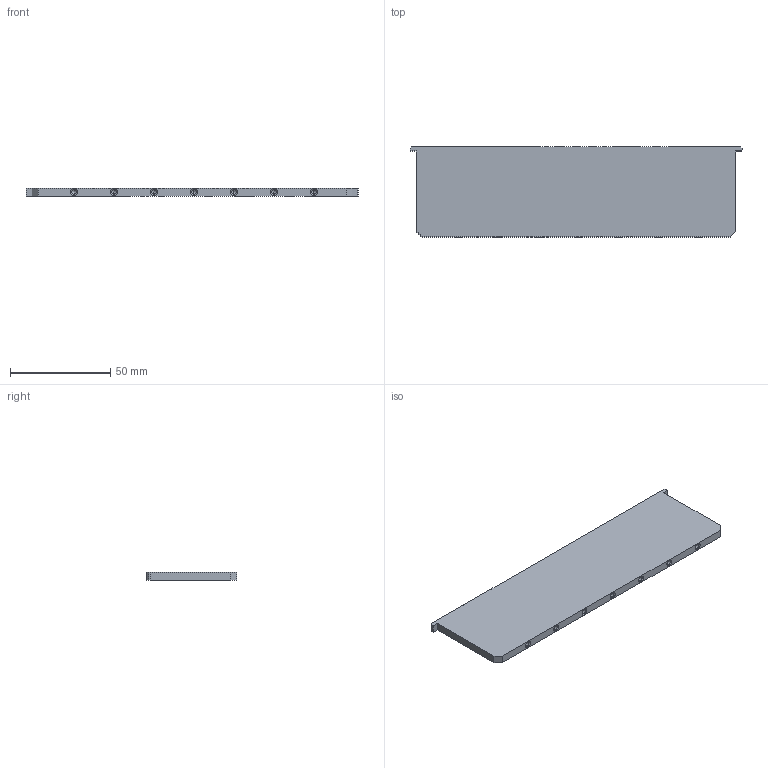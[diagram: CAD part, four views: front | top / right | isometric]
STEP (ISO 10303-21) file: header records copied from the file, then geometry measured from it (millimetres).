
FILE_DESCRIPTION (( 'STEP AP203' ), '1' );
FILE_NAME ('ÒÒÝÎ-3.03.01.02.403 Ïåðåãîðîäêà áëîêà ôèëüòðîâ.STEP', '2019-06-07T11:25:07', ( '' ), ( '' ), 'SwSTEP 2.0', 'SolidWorks 2018', '' );
FILE_SCHEMA (( 'CONFIG_CONTROL_DESIGN' ));
Length unit declared in the file: millimetre
Products named in the file (1): ÒÒÝÎ-3.03.01.02.403 Ïåðåãîðîäêà áëîêà ôèëüòðîâ
Bounding box: 166 x 45 x 4 mm (x, y, z)
Volume: 27950.5 mm3; surface area: 17376.5 mm2
Topology: 1 solids, 1 shells, 98 faces, 232 edges, 122 vertices
Faces by surface type: cone 56, cylinder 28, plane 14
Entity records: 2653 total; most frequent: DIRECTION 486, CARTESIAN_POINT 425, ORIENTED_EDGE 408, EDGE_CURVE 204, AXIS2_PLACEMENT_3D 183, VERTEX_POINT 122, VECTOR 120, LINE 120
